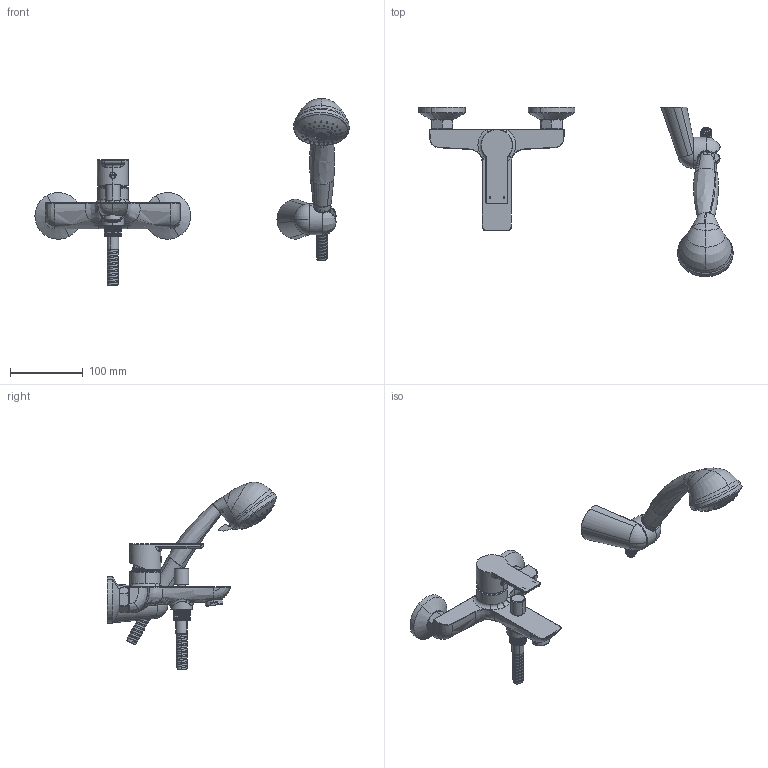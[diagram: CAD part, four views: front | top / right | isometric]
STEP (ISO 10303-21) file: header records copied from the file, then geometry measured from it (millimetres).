
FILE_DESCRIPTION(('CATIA V5 STEP Exchange','CAx-IF Rec.Pracs.--- Model Styling and Organization---1.5--- 2016-08-15','CAx-IF Rec.Pracs.---Supplemental Geometry---1.0---2011-11-01','CAx-IF Rec.Pracs.--- Composite Materials ---3.4---2017-06-13','CAx-IF Rec.Pracs.---Tessellated 3D Geometry---1.0---2015-12-17'),'2;1');
FILE_NAME('ZR300124.stp','2022-12-14T16:14:33+00:00',('none'),('none'),'CATIA Version 5-6 Release 2020 SP2','CATIA V5 STEP AP242 v2','none');
FILE_SCHEMA(('AP242_MANAGED_MODEL_BASED_3D_ENGINEERING_MIM_LF {1 0 10303 442 1 1 4}'));
Length unit declared in the file: millimetre
Products named in the file (7): Product1; Part2; Admi0604CB56trda; 0126 - AT 00012 0 X CAT.LIST.998 - 3D_xSETGRE; Part8; EURO3; Standard_PART
Assembly tree (7 placements, depth 2):
  Product1
    Part2  x2
    Admi0604CB56trda
    0126 - AT 00012 0 X CAT.LIST.998 - 3D_xSETGRE
    Part8
    EURO3
    Standard_PART
Bounding box: 431.18 x 232.94 x 257.12 mm (x, y, z)
Volume: 687202.3 mm3; surface area: 170464.2 mm2
Topology: 19 solids, 56 shells, 2474 faces, 8289 edges, 5932 vertices
Faces by surface type: plane 964, cylinder 874, bspline 314, cone 157, sphere 87, torus 78
Entity records: 122073 total; most frequent: CARTESIAN_POINT 62279, ORIENTED_EDGE 16285, EDGE_CURVE 8223, VERTEX_POINT 5926, DIRECTION 5897, B_SPLINE_CURVE_WITH_KNOTS 4322, EDGE_LOOP 2737, AXIS2_PLACEMENT_3D 2519
